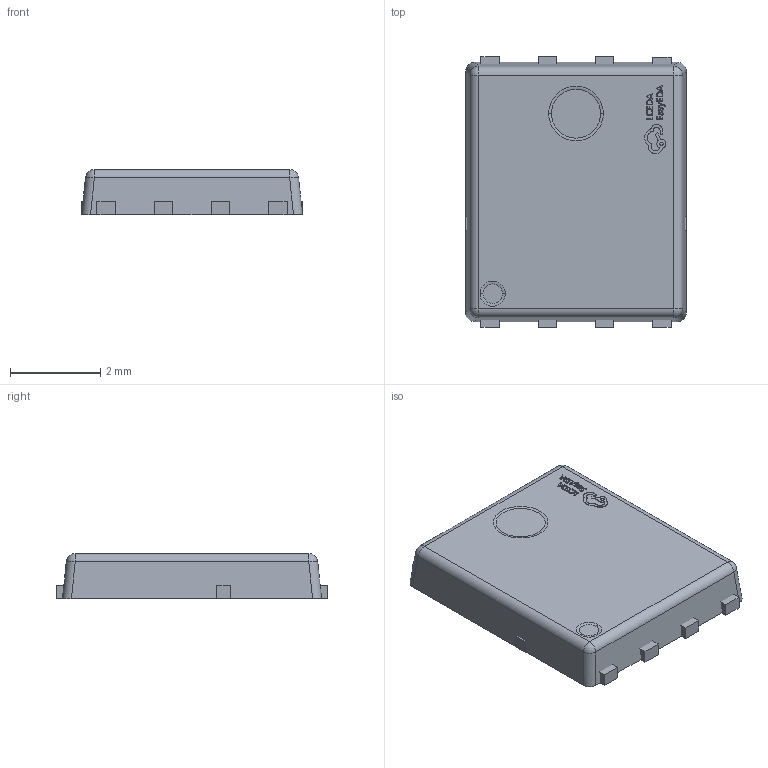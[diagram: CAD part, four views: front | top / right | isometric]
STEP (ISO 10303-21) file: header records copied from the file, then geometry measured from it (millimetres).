
FILE_DESCRIPTION (( 'STEP AP214' ), '1' );
FILE_NAME ('DFN-8_L4.9-W6.0-H1.0-P1.27-LS6.1-BL.step', '2022-06-30T13:31:44', ( '' ), ( '' ), 'SwSTEP 2.0', 'SolidWorks 2020', '' );
FILE_SCHEMA (( 'AUTOMOTIVE_DESIGN' ));
Length unit declared in the file: millimetre
Products named in the file (1): DFN-8_L4.9-W6.0-H1.0-P1.27-LS6.1-BL
Bounding box: 4.9 x 6.01 x 1.02 mm (x, y, z)
Surface area: 115.4 mm2
Topology: 6 solids, 6 shells, 401 faces, 1071 edges, 710 vertices
Faces by surface type: plane 273, bspline 112, cylinder 8, torus 4, sphere 4
Entity records: 17056 total; most frequent: CARTESIAN_POINT 4299, ORIENTED_EDGE 2142, DIRECTION 1443, EDGE_CURVE 1071, LINE 815, VECTOR 815, VERTEX_POINT 710, EDGE_LOOP 429
